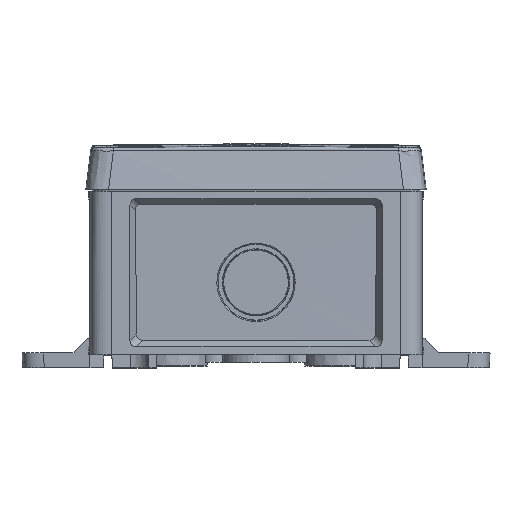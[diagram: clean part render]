
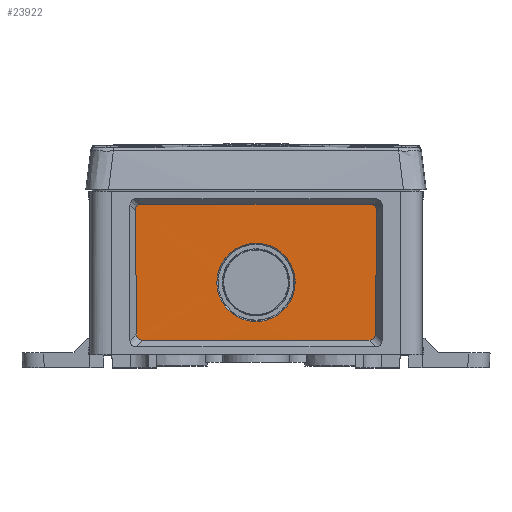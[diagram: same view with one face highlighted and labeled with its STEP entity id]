
A CAD part, top view. The second image highlights one B-rep face of the part: STEP entity #23922.
In plain terms, the highlighted conical face has half-angle 1 degrees and reference radius 2816.32 mm.
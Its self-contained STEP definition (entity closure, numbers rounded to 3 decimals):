
#6155=B_SPLINE_CURVE_WITH_KNOTS('',3,(#45177,#45178,#45179,#45180,#45181),
 .UNSPECIFIED.,.F.,.F.,(4,1,4),(0.,0.001,
0.003),.UNSPECIFIED.);
#6156=B_SPLINE_CURVE_WITH_KNOTS('',3,(#45183,#45184,#45185,#45186),
 .UNSPECIFIED.,.F.,.F.,(4,4),(0.,1.),.UNSPECIFIED.);
#6157=B_SPLINE_CURVE_WITH_KNOTS('',3,(#45188,#45189,#45190,#45191,#45192),
 .UNSPECIFIED.,.F.,.F.,(4,1,4),(0.,0.001,
0.003),.UNSPECIFIED.);
#6158=B_SPLINE_CURVE_WITH_KNOTS('',3,(#45196,#45197,#45198,#45199,#45200),
 .UNSPECIFIED.,.F.,.F.,(4,1,4),(0.,0.001,
0.003),.UNSPECIFIED.);
#6159=B_SPLINE_CURVE_WITH_KNOTS('',3,(#45202,#45203,#45204,#45205),
 .UNSPECIFIED.,.F.,.F.,(4,4),(0.,1.),.UNSPECIFIED.);
#6160=B_SPLINE_CURVE_WITH_KNOTS('',3,(#45207,#45208,#45209,#45210,#45211),
 .UNSPECIFIED.,.F.,.F.,(4,1,4),(0.,0.001,0.003),
 .UNSPECIFIED.);
#6161=B_SPLINE_CURVE_WITH_KNOTS('',3,(#45212,#45213,#45214,#45215,#45216,
#45217,#45218,#45219,#45220,#45221,#45222,#45223,#45224,#45225,#45226,#45227,
#45228,#45229,#45230,#45231,#45232,#45233),.UNSPECIFIED.,.F.,.F.,(4,1,1,
1,1,1,1,1,1,1,1,1,1,1,1,1,1,1,1,4),(0.,0.053,0.105,
0.158,0.211,0.263,0.316,0.368,
0.421,0.474,0.526,0.579,0.632,
0.684,0.737,0.789,0.842,0.895,
0.947,1.),.UNSPECIFIED.);
#6162=B_SPLINE_CURVE_WITH_KNOTS('',3,(#45236,#45237,#45238,#45239,#45240,
#45241,#45242,#45243,#45244,#45245,#45246,#45247,#45248,#45249,#45250,#45251,
#45252,#45253,#45254,#45255,#45256,#45257),.UNSPECIFIED.,.F.,.F.,(4,1,1,
1,1,1,1,1,1,1,1,1,1,1,1,1,1,1,1,4),(0.,0.053,0.105,
0.158,0.211,0.263,0.316,0.368,
0.421,0.474,0.526,0.579,0.632,
0.684,0.737,0.789,0.842,0.895,
0.947,1.),.UNSPECIFIED.);
#9488=ORIENTED_EDGE('',*,*,#15127,.T.);
#9489=ORIENTED_EDGE('',*,*,#15128,.T.);
#9490=ORIENTED_EDGE('',*,*,#15129,.T.);
#9491=ORIENTED_EDGE('',*,*,#15130,.T.);
#9492=ORIENTED_EDGE('',*,*,#15131,.T.);
#9493=ORIENTED_EDGE('',*,*,#15132,.F.);
#9494=ORIENTED_EDGE('',*,*,#15133,.T.);
#9495=ORIENTED_EDGE('',*,*,#15126,.T.);
#9496=ORIENTED_EDGE('',*,*,#15134,.T.);
#9497=ORIENTED_EDGE('',*,*,#15135,.T.);
#15126=EDGE_CURVE('',#18185,#18186,#19823,.T.);
#15127=EDGE_CURVE('',#18186,#18187,#6155,.T.);
#15128=EDGE_CURVE('',#18187,#18188,#6156,.T.);
#15129=EDGE_CURVE('',#18188,#18189,#6157,.T.);
#15130=EDGE_CURVE('',#18189,#18190,#19824,.T.);
#15131=EDGE_CURVE('',#18190,#18191,#6158,.T.);
#15132=EDGE_CURVE('',#18192,#18191,#6159,.T.);
#15133=EDGE_CURVE('',#18192,#18185,#6160,.T.);
#15134=EDGE_CURVE('',#18193,#18194,#6161,.T.);
#15135=EDGE_CURVE('',#18194,#18193,#6162,.T.);
#18185=VERTEX_POINT('',#45167);
#18186=VERTEX_POINT('',#45174);
#18187=VERTEX_POINT('',#45182);
#18188=VERTEX_POINT('',#45187);
#18189=VERTEX_POINT('',#45193);
#18190=VERTEX_POINT('',#45195);
#18191=VERTEX_POINT('',#45201);
#18192=VERTEX_POINT('',#45206);
#18193=VERTEX_POINT('',#45234);
#18194=VERTEX_POINT('',#45235);
#19823=CIRCLE('',#25741,2815.997);
#19824=CIRCLE('',#25743,2816.636);
#20848=EDGE_LOOP('',(#9488,#9489,#9490,#9491,#9492,#9493,#9494,#9495));
#20849=EDGE_LOOP('',(#9496,#9497));
#22330=FACE_BOUND('',#20848,.T.);
#22331=FACE_BOUND('',#20849,.T.);
#23266=CONICAL_SURFACE('',#25742,2816.316,0.017);
#23922=ADVANCED_FACE('',(#22330,#22331),#23266,.T.);
#25741=AXIS2_PLACEMENT_3D('',#45175,#29812,#29813);
#25742=AXIS2_PLACEMENT_3D('',#45176,#29814,#29815);
#25743=AXIS2_PLACEMENT_3D('',#45194,#29816,#29817);
#29812=DIRECTION('',(0.,1.,0.));
#29813=DIRECTION('',(-0.011,0.,1.));
#29814=DIRECTION('',(0.,1.,0.));
#29815=DIRECTION('',(1.,0.,0.));
#29816=DIRECTION('',(0.,-1.,0.));
#29817=DIRECTION('',(0.011,0.,1.));
#45167=CARTESIAN_POINT('',(-30.401,6.869,41.696));
#45174=CARTESIAN_POINT('',(30.401,6.869,41.696));
#45175=CARTESIAN_POINT('',(0.,6.869,-2774.136));
#45176=CARTESIAN_POINT('',(0.,25.185,-2774.136));
#45177=CARTESIAN_POINT('',(30.401,6.869,41.696));
#45178=CARTESIAN_POINT('',(30.863,6.869,41.692));
#45179=CARTESIAN_POINT('',(31.799,7.198,41.687));
#45180=CARTESIAN_POINT('',(32.146,8.133,41.699));
#45181=CARTESIAN_POINT('',(32.151,8.595,41.707));
#45182=CARTESIAN_POINT('',(32.151,8.595,41.707));
#45183=CARTESIAN_POINT('',(32.151,8.595,41.707));
#45184=CARTESIAN_POINT('',(32.261,19.643,41.899));
#45185=CARTESIAN_POINT('',(32.372,30.691,42.09));
#45186=CARTESIAN_POINT('',(32.482,41.739,42.282));
#45187=CARTESIAN_POINT('',(32.482,41.739,42.282));
#45188=CARTESIAN_POINT('',(32.482,41.739,42.282));
#45189=CARTESIAN_POINT('',(32.487,42.202,42.29));
#45190=CARTESIAN_POINT('',(32.176,43.151,42.31));
#45191=CARTESIAN_POINT('',(31.233,43.5,42.327));
#45192=CARTESIAN_POINT('',(30.768,43.5,42.332));
#45193=CARTESIAN_POINT('',(30.768,43.5,42.332));
#45194=CARTESIAN_POINT('',(0.,43.5,-2774.136));
#45195=CARTESIAN_POINT('',(-30.768,43.5,42.332));
#45196=CARTESIAN_POINT('',(-30.768,43.5,42.332));
#45197=CARTESIAN_POINT('',(-31.232,43.5,42.327));
#45198=CARTESIAN_POINT('',(-32.171,43.155,42.31));
#45199=CARTESIAN_POINT('',(-32.487,42.203,42.29));
#45200=CARTESIAN_POINT('',(-32.482,41.739,42.282));
#45201=CARTESIAN_POINT('',(-32.482,41.739,42.282));
#45202=CARTESIAN_POINT('',(-32.151,8.595,41.707));
#45203=CARTESIAN_POINT('',(-32.261,19.643,41.899));
#45204=CARTESIAN_POINT('',(-32.372,30.691,42.09));
#45205=CARTESIAN_POINT('',(-32.482,41.739,42.282));
#45206=CARTESIAN_POINT('',(-32.151,8.595,41.707));
#45207=CARTESIAN_POINT('',(-32.151,8.595,41.707));
#45208=CARTESIAN_POINT('',(-32.146,8.133,41.699));
#45209=CARTESIAN_POINT('',(-31.804,7.202,41.687));
#45210=CARTESIAN_POINT('',(-30.864,6.869,41.692));
#45211=CARTESIAN_POINT('',(-30.401,6.869,41.696));
#45212=CARTESIAN_POINT('',(0.,11.907,41.949));
#45213=CARTESIAN_POINT('',(-0.577,11.906,41.949));
#45214=CARTESIAN_POINT('',(-1.738,12.003,41.95));
#45215=CARTESIAN_POINT('',(-3.44,12.433,41.956));
#45216=CARTESIAN_POINT('',(-5.041,13.135,41.966));
#45217=CARTESIAN_POINT('',(-6.508,14.093,41.979));
#45218=CARTESIAN_POINT('',(-7.795,15.279,41.997));
#45219=CARTESIAN_POINT('',(-8.87,16.661,42.018));
#45220=CARTESIAN_POINT('',(-9.703,18.201,42.042));
#45221=CARTESIAN_POINT('',(-10.27,19.857,42.069));
#45222=CARTESIAN_POINT('',(-10.557,21.584,42.098));
#45223=CARTESIAN_POINT('',(-10.555,23.334,42.128));
#45224=CARTESIAN_POINT('',(-10.265,25.061,42.159));
#45225=CARTESIAN_POINT('',(-9.694,26.716,42.19));
#45226=CARTESIAN_POINT('',(-8.859,28.254,42.22));
#45227=CARTESIAN_POINT('',(-7.781,29.633,42.247));
#45228=CARTESIAN_POINT('',(-6.49,30.817,42.271));
#45229=CARTESIAN_POINT('',(-5.025,31.771,42.291));
#45230=CARTESIAN_POINT('',(-3.414,32.473,42.306));
#45231=CARTESIAN_POINT('',(-1.716,32.897,42.315));
#45232=CARTESIAN_POINT('',(-0.567,32.991,42.317));
#45233=CARTESIAN_POINT('',(0.,32.99,42.317));
#45234=CARTESIAN_POINT('',(0.,11.907,41.949));
#45235=CARTESIAN_POINT('',(0.,32.99,42.317));
#45236=CARTESIAN_POINT('',(0.,32.99,42.317));
#45237=CARTESIAN_POINT('',(0.577,32.991,42.317));
#45238=CARTESIAN_POINT('',(1.738,32.894,42.315));
#45239=CARTESIAN_POINT('',(3.44,32.464,42.305));
#45240=CARTESIAN_POINT('',(5.041,31.762,42.291));
#45241=CARTESIAN_POINT('',(6.508,30.803,42.271));
#45242=CARTESIAN_POINT('',(7.796,29.618,42.247));
#45243=CARTESIAN_POINT('',(8.871,28.236,42.22));
#45244=CARTESIAN_POINT('',(9.703,26.696,42.19));
#45245=CARTESIAN_POINT('',(10.27,25.04,42.159));
#45246=CARTESIAN_POINT('',(10.557,23.313,42.128));
#45247=CARTESIAN_POINT('',(10.555,21.562,42.097));
#45248=CARTESIAN_POINT('',(10.265,19.836,42.068));
#45249=CARTESIAN_POINT('',(9.694,18.181,42.041));
#45250=CARTESIAN_POINT('',(8.858,16.643,42.017));
#45251=CARTESIAN_POINT('',(7.781,15.263,41.996));
#45252=CARTESIAN_POINT('',(6.49,14.079,41.979));
#45253=CARTESIAN_POINT('',(5.025,13.126,41.965));
#45254=CARTESIAN_POINT('',(3.414,12.423,41.956));
#45255=CARTESIAN_POINT('',(1.716,12.,41.95));
#45256=CARTESIAN_POINT('',(0.567,11.906,41.949));
#45257=CARTESIAN_POINT('',(0.,11.907,41.949));
